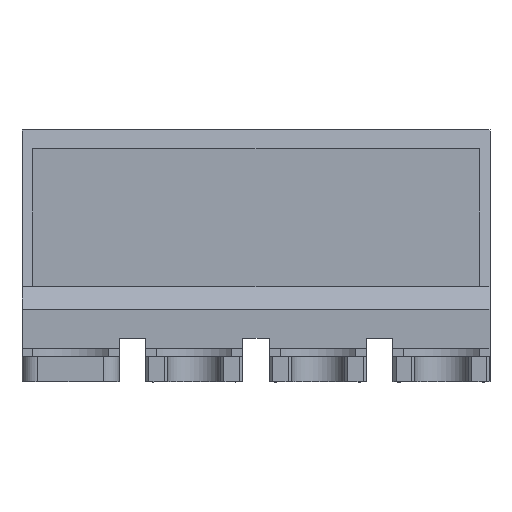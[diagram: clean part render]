
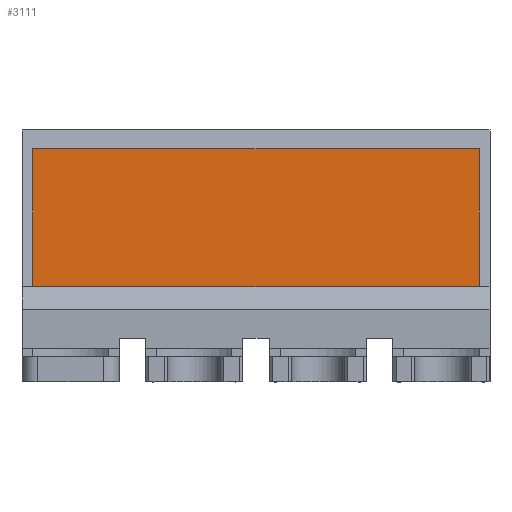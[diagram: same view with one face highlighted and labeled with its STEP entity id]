
A CAD part, front view. The second image highlights one B-rep face of the part: STEP entity #3111.
In plain terms, the highlighted planar face has unit normal (0, -1, 0).
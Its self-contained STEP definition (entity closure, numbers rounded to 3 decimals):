
#538=AXIS2_PLACEMENT_3D('Plane Axis2P3D',#535,#536,#537) ;
#535=CARTESIAN_POINT('Axis2P3D Location',(0.,18.163,0.)) ;
#2948=CARTESIAN_POINT('Vertex',(0.7,18.163,14.914)) ;
#2951=CARTESIAN_POINT('Line Origine',(14.95,18.163,14.914)) ;
#2955=CARTESIAN_POINT('Vertex',(29.2,18.163,14.914)) ;
#3058=CARTESIAN_POINT('Line Origine',(29.2,18.163,10.507)) ;
#3062=CARTESIAN_POINT('Vertex',(29.2,18.163,6.1)) ;
#3081=CARTESIAN_POINT('Line Origine',(14.95,18.163,6.1)) ;
#3085=CARTESIAN_POINT('Vertex',(0.7,18.163,6.1)) ;
#3100=CARTESIAN_POINT('Line Origine',(0.7,18.163,10.507)) ;
#536=DIRECTION('Axis2P3D Direction',(0.,1.,0.)) ;
#537=DIRECTION('Axis2P3D XDirection',(0.,0.,1.)) ;
#2952=DIRECTION('Vector Direction',(1.,0.,0.)) ;
#3059=DIRECTION('Vector Direction',(0.,0.,1.)) ;
#3082=DIRECTION('Vector Direction',(1.,0.,0.)) ;
#3101=DIRECTION('Vector Direction',(0.,0.,-1.)) ;
#2953=VECTOR('Line Direction',#2952,1.) ;
#3060=VECTOR('Line Direction',#3059,1.) ;
#3083=VECTOR('Line Direction',#3082,1.) ;
#3102=VECTOR('Line Direction',#3101,1.) ;
#3106=ORIENTED_EDGE('',*,*,#3064,.T.) ;
#3107=ORIENTED_EDGE('',*,*,#2957,.F.) ;
#3108=ORIENTED_EDGE('',*,*,#3104,.T.) ;
#3109=ORIENTED_EDGE('',*,*,#3087,.T.) ;
#3111=ADVANCED_FACE('ISTE WKB2-4.1\\Isolierteil',(#3110),#539,.F.) ;
#2957=EDGE_CURVE('',#2949,#2956,#2954,.T.) ;
#3064=EDGE_CURVE('',#3063,#2956,#3061,.T.) ;
#3087=EDGE_CURVE('',#3086,#3063,#3084,.T.) ;
#3104=EDGE_CURVE('',#2949,#3086,#3103,.T.) ;
#3105=EDGE_LOOP('',(#3106,#3107,#3108,#3109)) ;
#3110=FACE_OUTER_BOUND('',#3105,.T.) ;
#2954=LINE('Line',#2951,#2953) ;
#3061=LINE('Line',#3058,#3060) ;
#3084=LINE('Line',#3081,#3083) ;
#3103=LINE('Line',#3100,#3102) ;
#539=PLANE('',#538) ;
#2949=VERTEX_POINT('',#2948) ;
#2956=VERTEX_POINT('',#2955) ;
#3063=VERTEX_POINT('',#3062) ;
#3086=VERTEX_POINT('',#3085) ;
